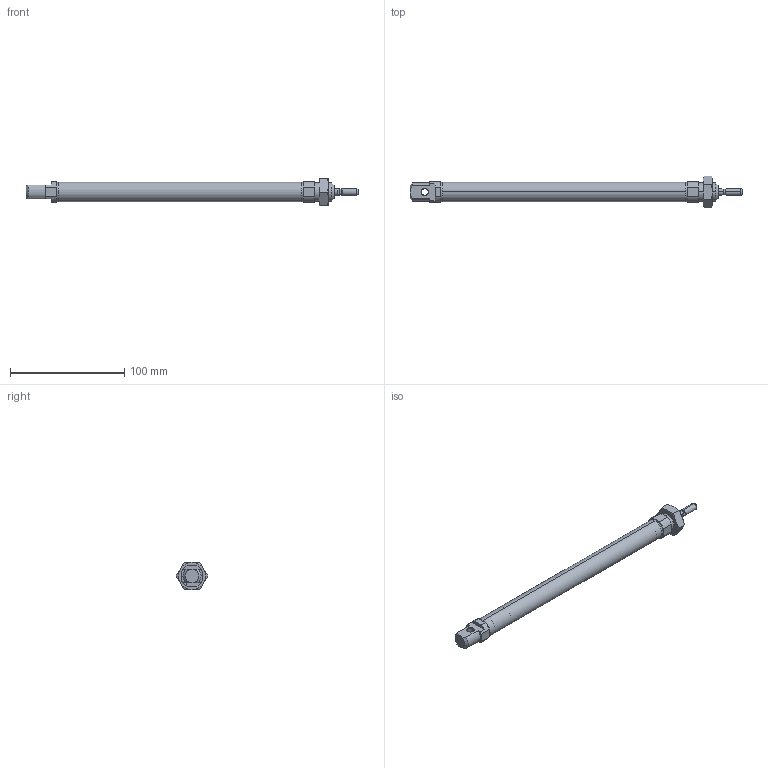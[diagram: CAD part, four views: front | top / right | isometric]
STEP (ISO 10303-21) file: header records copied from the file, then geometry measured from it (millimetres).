
FILE_DESCRIPTION(('HOOPS Exchange Step'),'2;1');
FILE_NAME('export-6B2B35D3-F000-4E7B-B88D-E8FB97F6E3F1.stp','2020-09-08T00:12:39-22:00',('Engineering'),('Alibre'),'HOOPS Exchange 2020.0','Alibre','Unknown authorisation');
FILE_SCHEMA( ('AP242_MANAGED_MODEL_BASED_3D_ENGINEERING_MIM_LF {1 0 10303 442 1 1 4 }') );
Length unit declared in the file: millimetre
Products named in the file (6): 5328-4 113 016 0180CP 16mmØ 180mm stroke ISO6432 STD Pneumatic Cilinder; 5328-5 113 016 0180CP 16mmØ 180mm stroke ISO6432 STD Pneumatic Cilinder; 5328-1 113 016 0180CP 16mmØ 180mm stroke ISO6432 STD Pneumatic Cilinder; 5328-3 113 016 0180CP 16mmØ 180mm stroke ISO6432 STD Pneumatic Cilinder; 5328-2 113 016 0180CP 16mmØ 180mm stroke ISO6432 STD Pneumatic Cilinder; 5328 113 016 0180CP 16mmØ 180mm stroke ISO6432 STD Pneumatic Cilinder
Assembly tree (5 placements, depth 2):
  5328 113 016 0180CP 16mmØ 180mm stroke ISO6432 STD Pneumatic Cilinder
    5328-4 113 016 0180CP 16mmØ 180mm stroke ISO6432 STD Pneumatic Cilinder
    5328-5 113 016 0180CP 16mmØ 180mm stroke ISO6432 STD Pneumatic Cilinder
    5328-1 113 016 0180CP 16mmØ 180mm stroke ISO6432 STD Pneumatic Cilinder
    5328-3 113 016 0180CP 16mmØ 180mm stroke ISO6432 STD Pneumatic Cilinder
    5328-2 113 016 0180CP 16mmØ 180mm stroke ISO6432 STD Pneumatic Cilinder
Bounding box: 291 x 27.71 x 24 mm (x, y, z)
Volume: 33570.8 mm3; surface area: 35632.5 mm2
Topology: 5 solids, 5 shells, 146 faces, 346 edges, 219 vertices
Faces by surface type: plane 58, cylinder 52, cone 36
Entity records: 4722 total; most frequent: CARTESIAN_POINT 1156, DIRECTION 780, ORIENTED_EDGE 688, EDGE_CURVE 344, AXIS2_PLACEMENT_3D 315, VERTEX_POINT 219, EDGE_LOOP 167, FACE_BOUND 167
